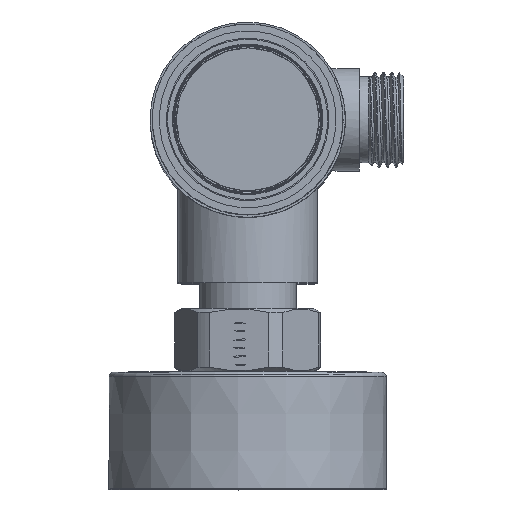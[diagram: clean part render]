
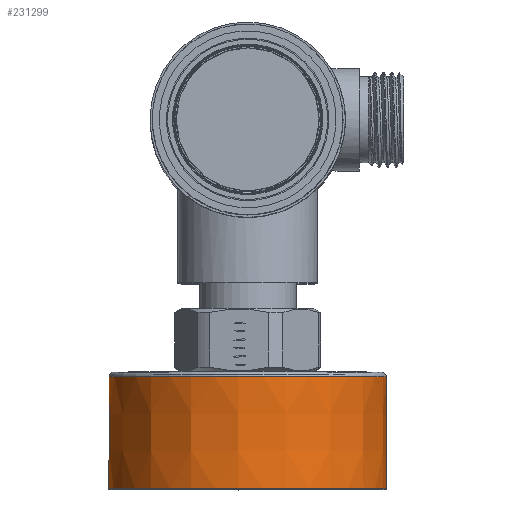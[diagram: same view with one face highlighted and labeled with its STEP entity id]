
A CAD part, top view. The second image highlights one B-rep face of the part: STEP entity #231299.
In plain terms, the highlighted conical face has half-angle 0.344 degrees and reference radius 30 mm.
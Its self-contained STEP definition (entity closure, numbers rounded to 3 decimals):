
#9578 = CARTESIAN_POINT ( 'NONE',  ( 12.099, -55.221, 47.705 ) ) ;
#40681 = CARTESIAN_POINT ( 'NONE',  ( 0., -79.238, 75. ) ) ;
#46677 = DIRECTION ( 'NONE',  ( -0.405, 0., 0.914 ) ) ;
#52537 = EDGE_CURVE ( 'NONE', #228912, #228912, #155796, .T. ) ;
#53430 = CARTESIAN_POINT ( 'NONE',  ( -12.157, -79.238, 102.426 ) ) ;
#59196 = EDGE_LOOP ( 'NONE', ( #116811 ) ) ;
#74967 = AXIS2_PLACEMENT_3D ( 'NONE', #172404, #250632, #150611 ) ;
#99533 = DIRECTION ( 'NONE',  ( 0., -1., 0. ) ) ;
#101466 = ORIENTED_EDGE ( 'NONE', *, *, #52537, .F. ) ;
#115653 = CARTESIAN_POINT ( 'NONE',  ( 0., -55.221, 75. ) ) ;
#116811 = ORIENTED_EDGE ( 'NONE', *, *, #220335, .T. ) ;
#121127 = EDGE_LOOP ( 'NONE', ( #101466 ) ) ;
#135343 = AXIS2_PLACEMENT_3D ( 'NONE', #40681, #99533, #46677 ) ;
#140594 = CIRCLE ( 'NONE', #226616, 29.856 ) ;
#150611 = DIRECTION ( 'NONE',  ( -0.405, 0., 0.914 ) ) ;
#151547 = DIRECTION ( 'NONE',  ( 0., -1., 0. ) ) ;
#155796 = CIRCLE ( 'NONE', #135343, 30. ) ;
#168898 = CONICAL_SURFACE ( 'NONE', #74967, 30., 0.006 ) ;
#169862 = FACE_OUTER_BOUND ( 'NONE', #121127, .T. ) ;
#172404 = CARTESIAN_POINT ( 'NONE',  ( 0., -79.238, 75. ) ) ;
#185119 = VERTEX_POINT ( 'NONE', #9578 ) ;
#216874 = FACE_BOUND ( 'NONE', #59196, .T. ) ;
#220335 = EDGE_CURVE ( 'NONE', #185119, #185119, #140594, .T. ) ;
#226616 = AXIS2_PLACEMENT_3D ( 'NONE', #115653, #151547, #229832 ) ;
#228912 = VERTEX_POINT ( 'NONE', #53430 ) ;
#229832 = DIRECTION ( 'NONE',  ( 0.405, 0., -0.914 ) ) ;
#231299 = ADVANCED_FACE ( 'NONE', ( #216874, #169862 ), #168898, .T. ) ;
#250632 = DIRECTION ( 'NONE',  ( 0., -1., 0. ) ) ;
